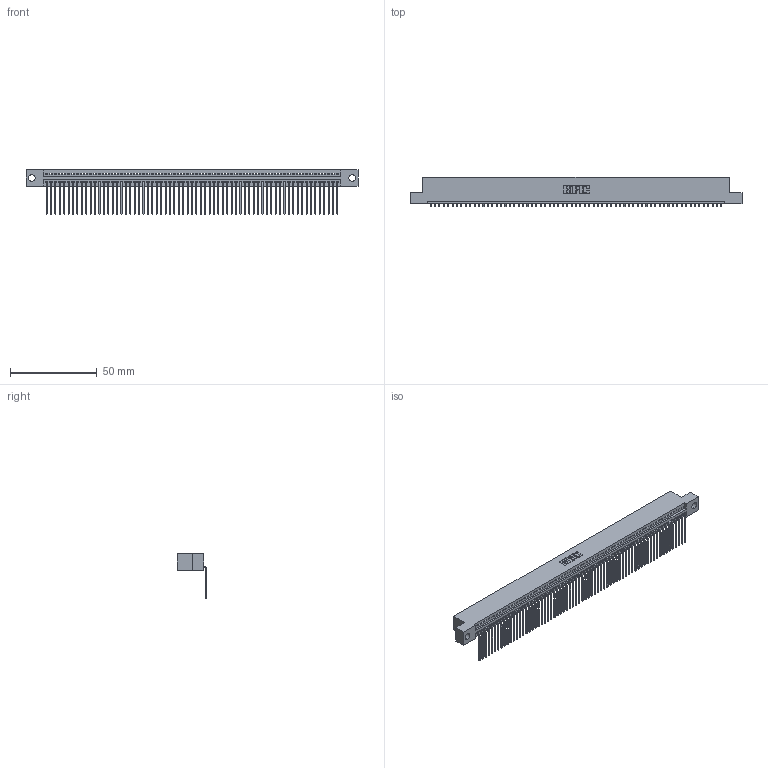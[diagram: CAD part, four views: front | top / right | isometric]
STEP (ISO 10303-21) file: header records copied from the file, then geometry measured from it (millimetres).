
FILE_DESCRIPTION (( 'STEP AP203' ), '1' );
FILE_NAME ('395-067-559-104.STEP', '2019-10-25T14:03:56', ( '' ), ( '' ), 'SwSTEP 2.0', 'SolidWorks 2016', '' );
FILE_SCHEMA (( 'CONFIG_CONTROL_DESIGN' ));
Length unit declared in the file: inch
Products named in the file (3): 345-292-001_558 559 Tail - 1; 395-067-559-104; 345 Part_Flush Mounting Lugs - 0.156 Dia-TH
Assembly tree (68 placements, depth 2):
  395-067-559-104
    345 Part_Flush Mounting Lugs - 0.156 Dia-TH
    345-292-001_558 559 Tail - 1  x67
Bounding box: 191.39 x 16.75 x 25.53 mm (x, y, z)
Volume: 18518.5 mm3; surface area: 26069.6 mm2
Topology: 68 solids, 68 shells, 4146 faces, 12535 edges, 8266 vertices
Faces by surface type: plane 2894, cylinder 1252
Entity records: 47147 total; most frequent: ORIENTED_EDGE 8174, CARTESIAN_POINT 8173, DIRECTION 7101, EDGE_CURVE 4087, LINE 3687, VECTOR 3687, VERTEX_POINT 2722, AXIS2_PLACEMENT_3D 1707
